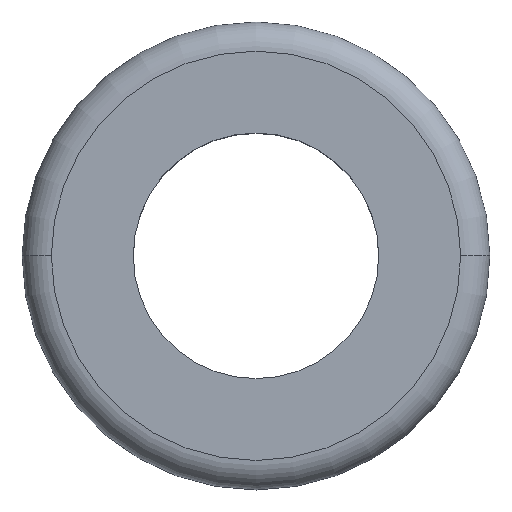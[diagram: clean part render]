
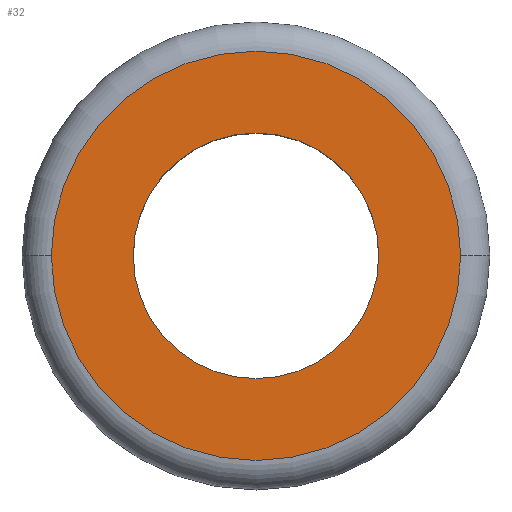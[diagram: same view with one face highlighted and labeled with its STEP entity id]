
A CAD part, top view. The second image highlights one B-rep face of the part: STEP entity #32.
In plain terms, the highlighted planar face has unit normal (0, 0, 1).
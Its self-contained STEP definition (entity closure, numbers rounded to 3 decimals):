
#2 = VERTEX_POINT ( 'NONE', #452 ) ;
#3 = CARTESIAN_POINT ( 'NONE',  ( 103.405, 0., 147.373 ) ) ;
#6 = CIRCLE ( 'NONE', #473, 7. ) ;
#12 = PLANE ( 'NONE',  #95 ) ;
#14 = FACE_BOUND ( 'NONE', #337, .T. ) ;
#29 = AXIS2_PLACEMENT_3D ( 'NONE', #441, #438, #145 ) ;
#32 = ADVANCED_FACE ( 'NONE', ( #314, #14 ), #12, .F. ) ;
#37 = DIRECTION ( 'NONE',  ( -1., 0., 0. ) ) ;
#47 = AXIS2_PLACEMENT_3D ( 'NONE', #416, #165, #340 ) ;
#77 = ORIENTED_EDGE ( 'NONE', *, *, #215, .F. ) ;
#80 = EDGE_LOOP ( 'NONE', ( #77, #384 ) ) ;
#95 = AXIS2_PLACEMENT_3D ( 'NONE', #419, #368, #329 ) ;
#145 = DIRECTION ( 'NONE',  ( -1., 0., 0. ) ) ;
#151 = CIRCLE ( 'NONE', #29, 7. ) ;
#165 = DIRECTION ( 'NONE',  ( 0., 0., -1. ) ) ;
#201 = VERTEX_POINT ( 'NONE', #3 ) ;
#215 = EDGE_CURVE ( 'NONE', #328, #352, #151, .T. ) ;
#218 = DIRECTION ( 'NONE',  ( 0., 0., -1. ) ) ;
#235 = AXIS2_PLACEMENT_3D ( 'NONE', #344, #442, #37 ) ;
#265 = CIRCLE ( 'NONE', #235, 4.2 ) ;
#269 = ORIENTED_EDGE ( 'NONE', *, *, #422, .T. ) ;
#270 = CARTESIAN_POINT ( 'NONE',  ( 106.205, 0., 147.373 ) ) ;
#272 = CARTESIAN_POINT ( 'NONE',  ( 92.205, 0., 147.373 ) ) ;
#301 = ORIENTED_EDGE ( 'NONE', *, *, #317, .T. ) ;
#314 = FACE_OUTER_BOUND ( 'NONE', #80, .T. ) ;
#317 = EDGE_CURVE ( 'NONE', #201, #2, #265, .T. ) ;
#328 = VERTEX_POINT ( 'NONE', #272 ) ;
#329 = DIRECTION ( 'NONE',  ( -1., 0., 0. ) ) ;
#337 = EDGE_LOOP ( 'NONE', ( #269, #301 ) ) ;
#340 = DIRECTION ( 'NONE',  ( -1., 0., 0. ) ) ;
#344 = CARTESIAN_POINT ( 'NONE',  ( 99.205, 0., 147.373 ) ) ;
#352 = VERTEX_POINT ( 'NONE', #270 ) ;
#368 = DIRECTION ( 'NONE',  ( 0., 0., -1. ) ) ;
#379 = CARTESIAN_POINT ( 'NONE',  ( 99.205, 0., 147.373 ) ) ;
#384 = ORIENTED_EDGE ( 'NONE', *, *, #385, .F. ) ;
#385 = EDGE_CURVE ( 'NONE', #352, #328, #6, .T. ) ;
#409 = CIRCLE ( 'NONE', #47, 4.2 ) ;
#415 = DIRECTION ( 'NONE',  ( -1., 0., 0. ) ) ;
#416 = CARTESIAN_POINT ( 'NONE',  ( 99.205, 0., 147.373 ) ) ;
#419 = CARTESIAN_POINT ( 'NONE',  ( 103.405, 0., 147.373 ) ) ;
#422 = EDGE_CURVE ( 'NONE', #2, #201, #409, .T. ) ;
#438 = DIRECTION ( 'NONE',  ( 0., 0., -1. ) ) ;
#441 = CARTESIAN_POINT ( 'NONE',  ( 99.205, 0., 147.373 ) ) ;
#442 = DIRECTION ( 'NONE',  ( 0., 0., -1. ) ) ;
#452 = CARTESIAN_POINT ( 'NONE',  ( 95.005, 0., 147.373 ) ) ;
#473 = AXIS2_PLACEMENT_3D ( 'NONE', #379, #218, #415 ) ;
